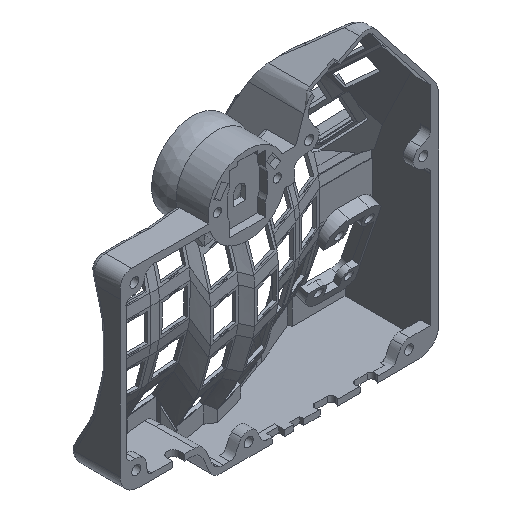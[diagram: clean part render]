
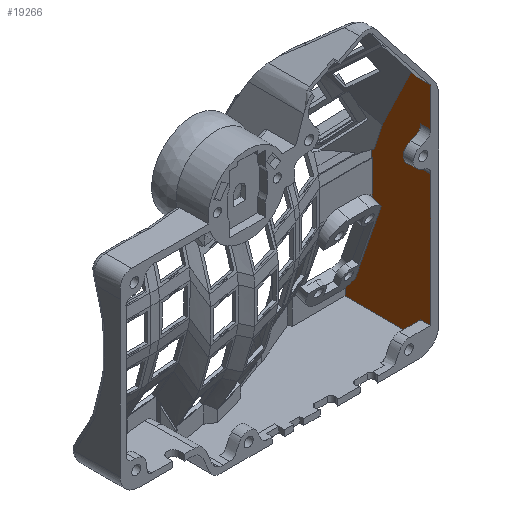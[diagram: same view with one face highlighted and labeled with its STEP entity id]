
A CAD part, isometric view. The second image highlights one B-rep face of the part: STEP entity #19266.
In plain terms, the highlighted planar face has unit normal (-1, 0, 0).
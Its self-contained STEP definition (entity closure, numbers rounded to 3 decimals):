
#1960=FACE_OUTER_BOUND('',#3068,.T.);
#3068=EDGE_LOOP('',(#17322,#17323,#17324,#17325,#17326,#17327,#17328,#17329,
#17330,#17331,#17332,#17333,#17334,#17335,#17336,#17337,#17338,#17339,#17340,
#17341,#17342,#17343,#17344,#17345,#17346));
#4872=LINE('',#33360,#7076);
#5130=LINE('',#35116,#7334);
#5139=LINE('',#35150,#7343);
#5141=LINE('',#35154,#7345);
#5143=LINE('',#35161,#7347);
#5144=LINE('',#35164,#7348);
#5145=LINE('',#35168,#7349);
#5146=LINE('',#35174,#7350);
#5147=LINE('',#35180,#7351);
#5149=LINE('',#35184,#7353);
#5151=LINE('',#35188,#7355);
#5153=LINE('',#35192,#7357);
#5155=LINE('',#35196,#7359);
#5158=LINE('',#35202,#7362);
#5161=LINE('',#35207,#7365);
#5162=LINE('',#35209,#7366);
#5169=LINE('',#35223,#7373);
#5192=LINE('',#35834,#7396);
#5196=LINE('',#35868,#7400);
#5257=LINE('',#36239,#7461);
#5258=LINE('',#36242,#7462);
#5265=LINE('',#36317,#7469);
#5266=LINE('',#36319,#7470);
#5267=LINE('',#36321,#7471);
#5268=LINE('',#36322,#7472);
#7076=VECTOR('',#23652,10.);
#7334=VECTOR('',#24220,10.);
#7343=VECTOR('',#24231,10.);
#7345=VECTOR('',#24235,10.);
#7347=VECTOR('',#24243,10.);
#7348=VECTOR('',#24246,10.);
#7349=VECTOR('',#24251,10.);
#7350=VECTOR('',#24258,10.);
#7351=VECTOR('',#24265,10.);
#7353=VECTOR('',#24269,10.);
#7355=VECTOR('',#24273,10.);
#7357=VECTOR('',#24277,10.);
#7359=VECTOR('',#24281,10.);
#7362=VECTOR('',#24286,10.);
#7365=VECTOR('',#24291,10.);
#7366=VECTOR('',#24294,10.);
#7373=VECTOR('',#24307,10.);
#7396=VECTOR('',#24358,10.);
#7400=VECTOR('',#24368,10.);
#7461=VECTOR('',#24525,10.);
#7462=VECTOR('',#24528,10.);
#7469=VECTOR('',#24541,10.);
#7470=VECTOR('',#24544,10.);
#7471=VECTOR('',#24545,10.);
#7472=VECTOR('',#24546,10.);
#8903=VERTEX_POINT('',#33357);
#8904=VERTEX_POINT('',#33359);
#9126=VERTEX_POINT('',#35115);
#9135=VERTEX_POINT('',#35142);
#9136=VERTEX_POINT('',#35149);
#9137=VERTEX_POINT('',#35153);
#9139=VERTEX_POINT('',#35159);
#9140=VERTEX_POINT('',#35163);
#9141=VERTEX_POINT('',#35167);
#9143=VERTEX_POINT('',#35173);
#9145=VERTEX_POINT('',#35179);
#9146=VERTEX_POINT('',#35183);
#9147=VERTEX_POINT('',#35187);
#9148=VERTEX_POINT('',#35191);
#9149=VERTEX_POINT('',#35195);
#9151=VERTEX_POINT('',#35201);
#9152=VERTEX_POINT('',#35205);
#9155=VERTEX_POINT('',#35219);
#9181=VERTEX_POINT('',#35832);
#9182=VERTEX_POINT('',#35833);
#9189=VERTEX_POINT('',#35866);
#9237=VERTEX_POINT('',#36237);
#9238=VERTEX_POINT('',#36241);
#9243=VERTEX_POINT('',#36315);
#9244=VERTEX_POINT('',#36320);
#11416=EDGE_CURVE('',#8904,#8903,#4872,.T.);
#11779=EDGE_CURVE('',#9126,#8904,#5130,.T.);
#11790=EDGE_CURVE('',#9136,#9135,#5139,.T.);
#11792=EDGE_CURVE('',#9137,#9136,#5141,.T.);
#11796=EDGE_CURVE('',#9139,#9137,#5143,.T.);
#11797=EDGE_CURVE('',#9140,#9139,#5144,.T.);
#11799=EDGE_CURVE('',#9141,#9140,#5145,.T.);
#11802=EDGE_CURVE('',#9143,#9141,#5146,.T.);
#11805=EDGE_CURVE('',#9145,#9143,#5147,.T.);
#11807=EDGE_CURVE('',#9146,#9145,#5149,.T.);
#11809=EDGE_CURVE('',#9147,#9146,#5151,.T.);
#11811=EDGE_CURVE('',#9148,#9147,#5153,.T.);
#11813=EDGE_CURVE('',#9149,#9148,#5155,.T.);
#11816=EDGE_CURVE('',#9151,#9149,#5158,.T.);
#11819=EDGE_CURVE('',#9151,#9152,#5161,.T.);
#11820=EDGE_CURVE('',#9152,#8903,#5162,.T.);
#11827=EDGE_CURVE('',#9126,#9155,#5169,.T.);
#11870=EDGE_CURVE('',#9181,#9182,#5192,.T.);
#11878=EDGE_CURVE('',#9135,#9189,#5196,.T.);
#11963=EDGE_CURVE('',#9189,#9237,#5257,.T.);
#11964=EDGE_CURVE('',#9238,#9181,#5258,.T.);
#11974=EDGE_CURVE('',#9182,#9243,#5265,.T.);
#11975=EDGE_CURVE('',#9238,#9237,#5266,.F.);
#11976=EDGE_CURVE('',#9244,#9243,#5267,.F.);
#11977=EDGE_CURVE('',#9155,#9244,#5268,.F.);
#17322=ORIENTED_EDGE('',*,*,#11811,.T.);
#17323=ORIENTED_EDGE('',*,*,#11809,.T.);
#17324=ORIENTED_EDGE('',*,*,#11807,.T.);
#17325=ORIENTED_EDGE('',*,*,#11805,.T.);
#17326=ORIENTED_EDGE('',*,*,#11802,.T.);
#17327=ORIENTED_EDGE('',*,*,#11799,.T.);
#17328=ORIENTED_EDGE('',*,*,#11797,.T.);
#17329=ORIENTED_EDGE('',*,*,#11796,.T.);
#17330=ORIENTED_EDGE('',*,*,#11792,.T.);
#17331=ORIENTED_EDGE('',*,*,#11790,.T.);
#17332=ORIENTED_EDGE('',*,*,#11878,.T.);
#17333=ORIENTED_EDGE('',*,*,#11963,.T.);
#17334=ORIENTED_EDGE('',*,*,#11975,.F.);
#17335=ORIENTED_EDGE('',*,*,#11964,.T.);
#17336=ORIENTED_EDGE('',*,*,#11870,.T.);
#17337=ORIENTED_EDGE('',*,*,#11974,.T.);
#17338=ORIENTED_EDGE('',*,*,#11976,.F.);
#17339=ORIENTED_EDGE('',*,*,#11977,.F.);
#17340=ORIENTED_EDGE('',*,*,#11827,.F.);
#17341=ORIENTED_EDGE('',*,*,#11779,.T.);
#17342=ORIENTED_EDGE('',*,*,#11416,.T.);
#17343=ORIENTED_EDGE('',*,*,#11820,.F.);
#17344=ORIENTED_EDGE('',*,*,#11819,.F.);
#17345=ORIENTED_EDGE('',*,*,#11816,.T.);
#17346=ORIENTED_EDGE('',*,*,#11813,.T.);
#18269=PLANE('',#20327);
#19266=ADVANCED_FACE('',(#1960),#18269,.F.);
#20327=AXIS2_PLACEMENT_3D('',#36318,#24542,#24543);
#23652=DIRECTION('',(0.,0.307,-0.952));
#24220=DIRECTION('',(0.,0.431,-0.902));
#24231=DIRECTION('',(0.,-1.,0.));
#24235=DIRECTION('',(0.,0.,-1.));
#24243=DIRECTION('',(0.,0.496,-0.868));
#24246=DIRECTION('',(0.,0.946,0.326));
#24251=DIRECTION('',(0.,0.326,-0.946));
#24258=DIRECTION('',(0.,-0.946,-0.326));
#24265=DIRECTION('',(0.,0.169,-0.986));
#24269=DIRECTION('',(0.,-0.009,-1.));
#24273=DIRECTION('',(0.,-0.009,-1.));
#24277=DIRECTION('',(0.,-0.098,-0.995));
#24281=DIRECTION('',(0.,-0.098,-0.995));
#24286=DIRECTION('',(0.,-0.124,-0.992));
#24291=DIRECTION('',(0.,-0.307,0.952));
#24294=DIRECTION('',(0.,-0.99,-0.138));
#24307=DIRECTION('',(0.,-0.654,-0.757));
#24358=DIRECTION('',(0.,0.,1.));
#24368=DIRECTION('',(0.,0.,1.));
#24525=DIRECTION('',(0.,-1.,0.));
#24528=DIRECTION('',(0.,1.,0.));
#24541=DIRECTION('',(0.,-1.,0.));
#24542=DIRECTION('center_axis',(1.,0.,0.));
#24543=DIRECTION('ref_axis',(0.,-1.,0.));
#24544=DIRECTION('',(0.,0.,1.));
#24545=DIRECTION('',(0.,0.,1.));
#24546=DIRECTION('',(0.,1.,0.));
#33357=CARTESIAN_POINT('',(-102.982,28.331,-247.503));
#33359=CARTESIAN_POINT('',(-102.982,24.335,-235.123));
#33360=CARTESIAN_POINT('',(-102.982,37.288,-275.254));
#35115=CARTESIAN_POINT('',(-102.982,9.297,-203.622));
#35116=CARTESIAN_POINT('',(-102.982,7.883,-200.659));
#35142=CARTESIAN_POINT('',(-102.982,5.27,-318.429));
#35149=CARTESIAN_POINT('',(-102.982,42.987,-318.429));
#35150=CARTESIAN_POINT('',(-102.982,29.129,-318.429));
#35153=CARTESIAN_POINT('',(-102.982,42.987,-305.983));
#35154=CARTESIAN_POINT('',(-102.982,42.987,-318.429));
#35159=CARTESIAN_POINT('',(-102.982,42.841,-305.728));
#35161=CARTESIAN_POINT('',(-102.982,12.293,-252.225));
#35163=CARTESIAN_POINT('',(-102.982,37.572,-307.543));
#35164=CARTESIAN_POINT('',(-102.982,45.136,-304.938));
#35167=CARTESIAN_POINT('',(-102.982,24.852,-270.601));
#35168=CARTESIAN_POINT('',(-102.982,36.355,-304.007));
#35173=CARTESIAN_POINT('',(-102.982,29.383,-269.041));
#35174=CARTESIAN_POINT('',(-102.982,32.416,-267.997));
#35179=CARTESIAN_POINT('',(-102.982,29.303,-268.576));
#35180=CARTESIAN_POINT('',(-102.982,23.366,-233.901));
#35183=CARTESIAN_POINT('',(-102.982,29.314,-267.374));
#35184=CARTESIAN_POINT('',(-102.982,29.611,-234.905));
#35187=CARTESIAN_POINT('',(-102.982,29.456,-251.884));
#35188=CARTESIAN_POINT('',(-102.982,29.682,-227.16));
#35191=CARTESIAN_POINT('',(-102.982,29.466,-251.783));
#35192=CARTESIAN_POINT('',(-102.982,31.737,-228.629));
#35195=CARTESIAN_POINT('',(-102.982,29.476,-251.674));
#35196=CARTESIAN_POINT('',(-102.982,31.742,-228.574));
#35201=CARTESIAN_POINT('',(-102.982,29.999,-247.504));
#35202=CARTESIAN_POINT('',(-102.982,32.305,-229.104));
#35205=CARTESIAN_POINT('',(-102.982,29.927,-247.28));
#35207=CARTESIAN_POINT('',(-102.982,16.391,-205.344));
#35209=CARTESIAN_POINT('',(-102.982,29.452,-247.347));
#35219=CARTESIAN_POINT('',(-102.982,7.349,-205.878));
#35223=CARTESIAN_POINT('',(-102.982,11.391,-201.199));
#35832=CARTESIAN_POINT('',(-102.982,5.27,-244.247));
#35833=CARTESIAN_POINT('',(-102.982,5.27,-225.19));
#35834=CARTESIAN_POINT('',(-102.982,5.27,-218.442));
#35866=CARTESIAN_POINT('',(-102.982,5.27,-309.811));
#35868=CARTESIAN_POINT('',(-102.982,5.27,-258.139));
#36237=CARTESIAN_POINT('',(-102.982,0.27,-309.811));
#36239=CARTESIAN_POINT('',(-102.982,0.27,-309.811));
#36241=CARTESIAN_POINT('',(-102.982,0.27,-244.247));
#36242=CARTESIAN_POINT('',(-102.982,0.27,-244.247));
#36315=CARTESIAN_POINT('',(-102.982,0.27,-225.19));
#36317=CARTESIAN_POINT('',(-102.982,0.27,-225.19));
#36318=CARTESIAN_POINT('Origin',(-102.982,42.987,-318.429));
#36319=CARTESIAN_POINT('',(-102.982,0.27,-211.76));
#36320=CARTESIAN_POINT('',(-102.982,0.27,-205.878));
#36321=CARTESIAN_POINT('',(-102.982,0.27,-211.76));
#36322=CARTESIAN_POINT('',(-102.982,0.27,-205.878));
